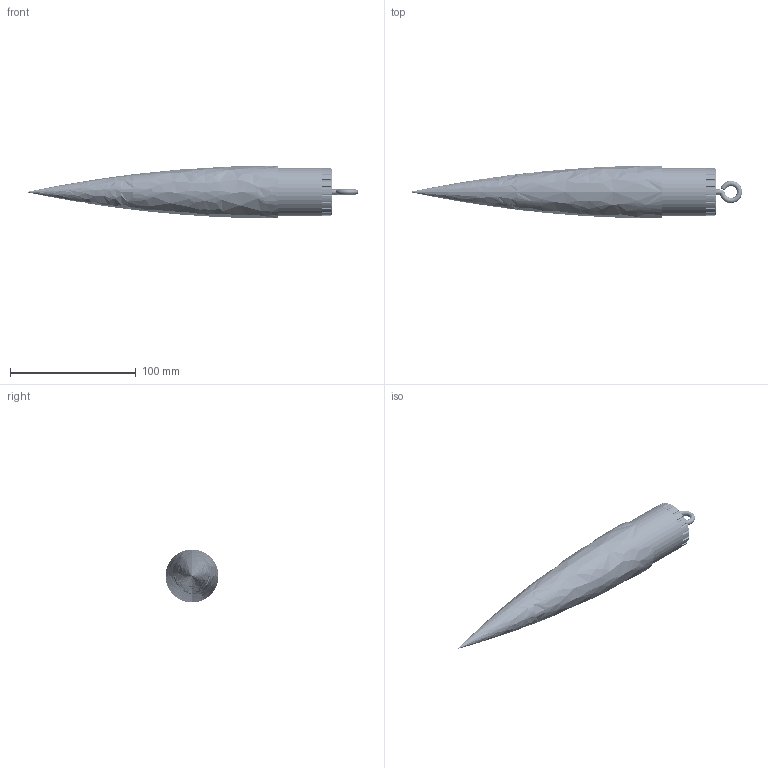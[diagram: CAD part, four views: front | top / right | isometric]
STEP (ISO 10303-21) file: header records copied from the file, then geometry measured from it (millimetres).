
FILE_DESCRIPTION(/* description */ (''),/* implementation_level */ '2;1');
FILE_NAME(/* name */ '38mm GPS v12.step',/* time_stamp */ '2019-10-31T07:56:48-07:00',/* author */ (''),/* organization */ (''),/* preprocessor_version */ 'ST-DEVELOPER v18',/* originating_system */ 'Autodesk Translation Framework v8.6.0.1094',/* authorisation */ '');
FILE_SCHEMA (('AUTOMOTIVE_DESIGN { 1 0 10303 214 3 1 1 }'));
Products named in the file (102): 38mm GPS; LiPo 3.7V 400mAh; Kapton Tape; Battery Cell; Board Part 1; PCB; Board Part 2; Wires; GPS Tracker; SAM-MQ8-0-10; SAMTEC_SMA-J-P-H-ST-EM1; CYBLE-222014-01 BLE Module_0R0_AP214; CYBLE-222005 PCB; Sheild; 001-96603-A; 2450AT18B100 Antenna 3.2x1.6x0; Xtal 1.6x1.0x0; Xtal 2.5x2.0x0; L0603x033(0201); Cap0603x030(0201); Wire Terminal 2 Pin; CUS-12TB; _CUS-12-body; _CUS-12-slider; Antenna; RSP; RSP-MA1; Antenna_1; LoRa Module; PCB_1; Shield; Label; R0402; R0402_detailed; R0402_1; R0402_detailed_1; R0402_2; R0402_detailed_2; R0402_3; R0402_detailed_3 ...
Assembly tree (196 placements, depth 5):
  38mm GPS
    LiPo 3.7V 400mAh
      Kapton Tape
      Battery Cell
      Board Part 1
      PCB
      Board Part 2
      Wires
    GPS Tracker
      SAM-MQ8-0-10
      SAMTEC_SMA-J-P-H-ST-EM1
      CYBLE-222014-01 BLE Module_0R0_AP214
        CYBLE-222005 PCB
        Sheild
        001-96603-A
        2450AT18B100 Antenna 3.2x1.6x0
        Xtal 1.6x1.0x0
        Xtal 2.5x2.0x0
        L0603x033(0201)  x2
        Cap0603x030(0201)  x15
      Wire Terminal 2 Pin
      CUS-12TB
        _CUS-12-body
        _CUS-12-slider
      Antenna
        RSP
        RSP-MA1
        Antenna_1
      LoRa Module
        PCB_1
        Shield
        Label
      R0402
        R0402_detailed
          Part 6
          Part 5
          Part 4
          Part 3
          Part 2
          Part 1
      R0402_1
        R0402_detailed_1
          Part 6
          Part 5
          Part 4
          Part 3
          Part 2
          Part 1
      R0402_2
        R0402_detailed_2
          Part 6
          Part 5
          Part 4
          Part 3
          Part 2
          Part 1
      R0402_3
        R0402_detailed_3
          Part 6
          Part 5
Bounding box: 263.83 x 42 x 42 mm (x, y, z)
Volume: 83528.8 mm3; surface area: 77703.7 mm2
Topology: 301 solids, 301 shells, 6770 faces, 17323 edges, 11260 vertices
Faces by surface type: plane 3137, cylinder 1920, bspline 1295, sphere 250, cone 127, torus 41
Full cylindrical faces by diameter (mm): 0.2 x1, 0.216 x90, 0.26 x76, 0.61 x1, 0.8 x4, 0.96 x1, 1 x5, 1.27 x5, 1.3 x1, 1.48 x54, 1.55 x1, 1.623 x86, 1.651 x1, 2 x48, 2.074 x86, 2.1 x2, 2.35 x20, 2.4 x2, 2.529 x16, 2.54 x4, 3 x22, 3.086 x20, 3.251 x2, 3.451 x13, 3.8 x6, 3.823 x16, 4.05 x2, 4.064 x1, 4.4 x2, 4.5 x4
Entity records: 191468 total; most frequent: CARTESIAN_POINT 84251, ORIENTED_EDGE 22332, DIRECTION 19623, EDGE_CURVE 11166, VERTEX_POINT 7546, AXIS2_PLACEMENT_3D 6712, LINE 6199, VECTOR 6199
